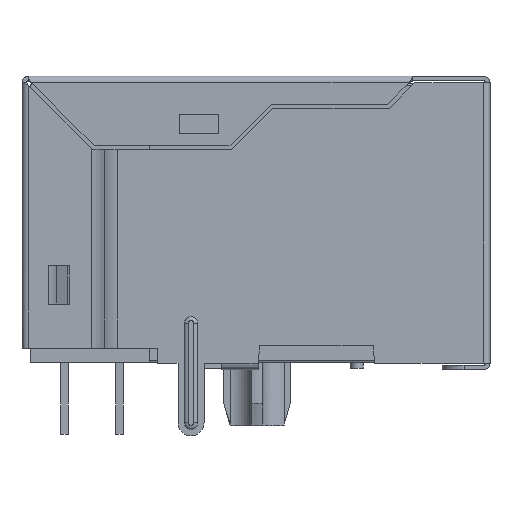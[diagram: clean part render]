
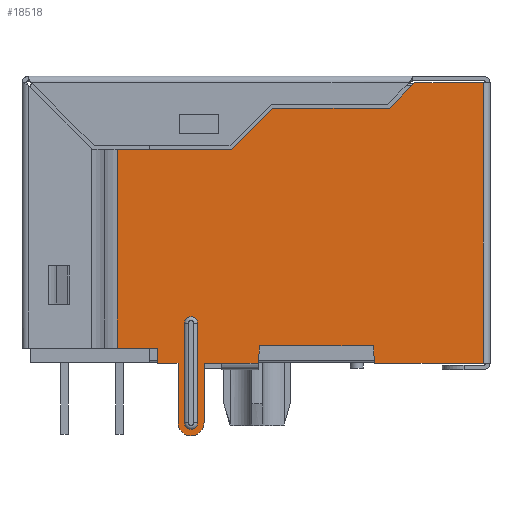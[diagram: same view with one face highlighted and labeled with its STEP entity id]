
A CAD part, left-side view. The second image highlights one B-rep face of the part: STEP entity #18518.
In plain terms, the highlighted face is planar.
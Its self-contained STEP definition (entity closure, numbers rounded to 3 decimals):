
#649=CIRCLE('',#19355,0.3);
#654=CIRCLE('',#19363,0.3);
#656=CIRCLE('',#19369,0.6);
#3019=ORIENTED_EDGE('',*,*,#6059,.T.);
#3020=ORIENTED_EDGE('',*,*,#6061,.F.);
#3021=ORIENTED_EDGE('',*,*,#6057,.T.);
#3022=ORIENTED_EDGE('',*,*,#6052,.F.);
#3023=ORIENTED_EDGE('',*,*,#4902,.F.);
#3024=ORIENTED_EDGE('',*,*,#4906,.F.);
#3025=ORIENTED_EDGE('',*,*,#4909,.F.);
#3026=ORIENTED_EDGE('',*,*,#6113,.T.);
#3027=ORIENTED_EDGE('',*,*,#6078,.T.);
#3028=ORIENTED_EDGE('',*,*,#6103,.T.);
#3029=ORIENTED_EDGE('',*,*,#6101,.T.);
#3030=ORIENTED_EDGE('',*,*,#6098,.T.);
#3031=ORIENTED_EDGE('',*,*,#6095,.T.);
#3032=ORIENTED_EDGE('',*,*,#6092,.T.);
#3033=ORIENTED_EDGE('',*,*,#6034,.T.);
#3034=ORIENTED_EDGE('',*,*,#6086,.T.);
#3035=ORIENTED_EDGE('',*,*,#6083,.T.);
#3036=ORIENTED_EDGE('',*,*,#6108,.T.);
#3037=ORIENTED_EDGE('',*,*,#6063,.F.);
#3038=ORIENTED_EDGE('',*,*,#6067,.F.);
#3039=ORIENTED_EDGE('',*,*,#6070,.F.);
#3040=ORIENTED_EDGE('',*,*,#6111,.T.);
#3041=ORIENTED_EDGE('',*,*,#4919,.T.);
#4902=EDGE_CURVE('',#6880,#6881,#8179,.T.);
#4906=EDGE_CURVE('',#6884,#6880,#8183,.T.);
#4909=EDGE_CURVE('',#6886,#6884,#8186,.T.);
#4919=EDGE_CURVE('',#6892,#6881,#8192,.T.);
#6034=EDGE_CURVE('',#7642,#7641,#8802,.T.);
#6052=EDGE_CURVE('',#7654,#7655,#649,.T.);
#6057=EDGE_CURVE('',#7657,#7655,#8811,.T.);
#6059=EDGE_CURVE('',#7654,#7660,#8812,.T.);
#6061=EDGE_CURVE('',#7657,#7660,#654,.T.);
#6063=EDGE_CURVE('',#7661,#7662,#8814,.T.);
#6067=EDGE_CURVE('',#7665,#7661,#656,.T.);
#6070=EDGE_CURVE('',#7667,#7665,#8819,.T.);
#6078=EDGE_CURVE('',#7673,#7672,#8824,.T.);
#6083=EDGE_CURVE('',#7678,#7677,#8828,.T.);
#6086=EDGE_CURVE('',#7641,#7678,#8831,.T.);
#6092=EDGE_CURVE('',#7680,#7642,#8837,.T.);
#6095=EDGE_CURVE('',#7682,#7680,#8840,.T.);
#6098=EDGE_CURVE('',#7684,#7682,#8843,.T.);
#6101=EDGE_CURVE('',#7686,#7684,#8846,.T.);
#6103=EDGE_CURVE('',#7672,#7686,#8848,.T.);
#6108=EDGE_CURVE('',#7677,#7662,#8853,.T.);
#6111=EDGE_CURVE('',#7667,#6892,#8856,.T.);
#6113=EDGE_CURVE('',#6886,#7673,#8858,.T.);
#6880=VERTEX_POINT('',#23137);
#6881=VERTEX_POINT('',#23138);
#6884=VERTEX_POINT('',#23146);
#6886=VERTEX_POINT('',#23152);
#6892=VERTEX_POINT('',#23167);
#7641=VERTEX_POINT('',#27593);
#7642=VERTEX_POINT('',#27595);
#7654=VERTEX_POINT('',#27630);
#7655=VERTEX_POINT('',#27632);
#7657=VERTEX_POINT('',#27638);
#7660=VERTEX_POINT('',#27645);
#7661=VERTEX_POINT('',#27655);
#7662=VERTEX_POINT('',#27656);
#7665=VERTEX_POINT('',#27664);
#7667=VERTEX_POINT('',#27670);
#7672=VERTEX_POINT('',#27684);
#7673=VERTEX_POINT('',#27686);
#7677=VERTEX_POINT('',#27695);
#7678=VERTEX_POINT('',#27697);
#7680=VERTEX_POINT('',#27710);
#7682=VERTEX_POINT('',#27716);
#7684=VERTEX_POINT('',#27722);
#7686=VERTEX_POINT('',#27728);
#8179=LINE('',#23136,#9467);
#8183=LINE('',#23145,#9471);
#8186=LINE('',#23151,#9474);
#8192=LINE('',#23171,#9480);
#8802=LINE('',#27594,#10090);
#8811=LINE('',#27641,#10099);
#8812=LINE('',#27646,#10100);
#8814=LINE('',#27654,#10102);
#8819=LINE('',#27669,#10107);
#8824=LINE('',#27685,#10112);
#8828=LINE('',#27696,#10116);
#8831=LINE('',#27701,#10119);
#8837=LINE('',#27709,#10125);
#8840=LINE('',#27715,#10128);
#8843=LINE('',#27721,#10131);
#8846=LINE('',#27727,#10134);
#8848=LINE('',#27731,#10136);
#8853=LINE('',#27739,#10141);
#8856=LINE('',#27743,#10144);
#8858=LINE('',#27747,#10146);
#9467=VECTOR('',#19851,1000.);
#9471=VECTOR('',#19857,1000.);
#9474=VECTOR('',#19862,1000.);
#9480=VECTOR('',#19880,1000.);
#10090=VECTOR('',#21488,1000.);
#10099=VECTOR('',#21539,1000.);
#10100=VECTOR('',#21544,1000.);
#10102=VECTOR('',#21558,1000.);
#10107=VECTOR('',#21571,1000.);
#10112=VECTOR('',#21586,1000.);
#10116=VECTOR('',#21594,1000.);
#10119=VECTOR('',#21599,1000.);
#10125=VECTOR('',#21607,1000.);
#10128=VECTOR('',#21612,1000.);
#10131=VECTOR('',#21617,1000.);
#10134=VECTOR('',#21622,1000.);
#10136=VECTOR('',#21626,1000.);
#10141=VECTOR('',#21635,1000.);
#10144=VECTOR('',#21640,1000.);
#10146=VECTOR('',#21646,1000.);
#11205=EDGE_LOOP('',(#3019,#3020,#3021,#3022));
#11206=EDGE_LOOP('',(#3023,#3024,#3025,#3026,#3027,#3028,#3029,#3030,#3031,
#3032,#3033,#3034,#3035,#3036,#3037,#3038,#3039,#3040,#3041));
#12022=FACE_BOUND('',#11205,.T.);
#12023=FACE_BOUND('',#11206,.T.);
#12680=PLANE('',#19389);
#18518=ADVANCED_FACE('',(#12022,#12023),#12680,.T.);
#19355=AXIS2_PLACEMENT_3D('',#27631,#21528,#21529);
#19363=AXIS2_PLACEMENT_3D('',#27649,#21548,#21549);
#19369=AXIS2_PLACEMENT_3D('',#27663,#21564,#21565);
#19389=AXIS2_PLACEMENT_3D('',#27746,#21644,#21645);
#19851=DIRECTION('',(0.,0.086,0.996));
#19857=DIRECTION('',(0.,1.,0.));
#19862=DIRECTION('',(0.,0.086,-0.996));
#19880=DIRECTION('',(0.,-1.,0.));
#21488=DIRECTION('',(0.,0.,1.));
#21528=DIRECTION('',(1.,0.,0.));
#21529=DIRECTION('',(0.,1.,0.));
#21539=DIRECTION('',(0.,0.,1.));
#21544=DIRECTION('',(0.,0.,-1.));
#21548=DIRECTION('',(1.,0.,0.));
#21549=DIRECTION('',(0.,1.,0.));
#21558=DIRECTION('',(0.,0.,-1.));
#21564=DIRECTION('',(-1.,0.,0.));
#21565=DIRECTION('',(0.,-1.,0.));
#21571=DIRECTION('',(0.,0.,1.));
#21586=DIRECTION('',(0.,0.,-1.));
#21594=DIRECTION('',(0.,0.,1.));
#21599=DIRECTION('',(0.,-1.,0.));
#21607=DIRECTION('',(0.,1.,0.));
#21612=DIRECTION('',(0.,0.707,0.707));
#21617=DIRECTION('',(0.,1.,0.));
#21622=DIRECTION('',(0.,0.707,0.707));
#21626=DIRECTION('',(0.,1.,0.));
#21635=DIRECTION('',(0.,-1.,0.));
#21640=DIRECTION('',(0.,-1.,0.));
#21644=DIRECTION('',(1.,0.,0.));
#21645=DIRECTION('',(0.,1.,0.));
#21646=DIRECTION('',(0.,-1.,0.));
#23136=CARTESIAN_POINT('',(8.,-0.178,5.574));
#23137=CARTESIAN_POINT('',(8.,-0.169,5.675));
#23138=CARTESIAN_POINT('',(8.,-0.1,6.475));
#23145=CARTESIAN_POINT('',(8.,-10.63,5.675));
#23146=CARTESIAN_POINT('',(8.,-5.406,5.675));
#23151=CARTESIAN_POINT('',(8.,-5.513,6.916));
#23152=CARTESIAN_POINT('',(8.,-5.475,6.475));
#23167=CARTESIAN_POINT('',(8.,1.6,6.475));
#23171=CARTESIAN_POINT('',(8.,1.6,6.475));
#27593=CARTESIAN_POINT('',(8.,6.4,5.775));
#27594=CARTESIAN_POINT('',(8.,6.4,-3.391));
#27595=CARTESIAN_POINT('',(8.,6.4,-3.391));
#27630=CARTESIAN_POINT('',(8.,3.3,9.225));
#27631=CARTESIAN_POINT('',(8.,3.,9.225));
#27632=CARTESIAN_POINT('',(8.,2.7,9.225));
#27638=CARTESIAN_POINT('',(8.,2.7,4.625));
#27641=CARTESIAN_POINT('',(8.,2.7,6.475));
#27645=CARTESIAN_POINT('',(8.,3.3,4.625));
#27646=CARTESIAN_POINT('',(8.,3.3,6.475));
#27649=CARTESIAN_POINT('',(8.,3.,4.625));
#27654=CARTESIAN_POINT('',(8.,3.6,9.225));
#27655=CARTESIAN_POINT('',(8.,3.6,9.225));
#27656=CARTESIAN_POINT('',(8.,3.6,6.475));
#27663=CARTESIAN_POINT('',(8.,3.,9.225));
#27664=CARTESIAN_POINT('',(8.,2.4,9.225));
#27669=CARTESIAN_POINT('',(8.,2.4,6.475));
#27670=CARTESIAN_POINT('',(8.,2.4,6.475));
#27684=CARTESIAN_POINT('',(8.,-10.5,-6.475));
#27685=CARTESIAN_POINT('',(8.,-10.5,6.475));
#27686=CARTESIAN_POINT('',(8.,-10.5,6.475));
#27695=CARTESIAN_POINT('',(8.,4.55,6.475));
#27696=CARTESIAN_POINT('',(8.,4.55,6.475));
#27697=CARTESIAN_POINT('',(8.,4.55,5.775));
#27701=CARTESIAN_POINT('',(8.,4.55,5.775));
#27709=CARTESIAN_POINT('',(8.,1.124,-3.391));
#27710=CARTESIAN_POINT('',(8.,1.124,-3.391));
#27715=CARTESIAN_POINT('',(8.,-0.776,-5.291));
#27716=CARTESIAN_POINT('',(8.,-0.776,-5.291));
#27721=CARTESIAN_POINT('',(8.,-6.146,-5.291));
#27722=CARTESIAN_POINT('',(8.,-6.146,-5.291));
#27727=CARTESIAN_POINT('',(8.,-7.33,-6.475));
#27728=CARTESIAN_POINT('',(8.,-7.33,-6.475));
#27731=CARTESIAN_POINT('',(8.,-10.63,-6.475));
#27739=CARTESIAN_POINT('',(8.,-10.63,6.475));
#27743=CARTESIAN_POINT('',(8.,-10.63,6.475));
#27746=CARTESIAN_POINT('',(8.,-10.63,6.475));
#27747=CARTESIAN_POINT('',(8.,-10.63,6.475));
